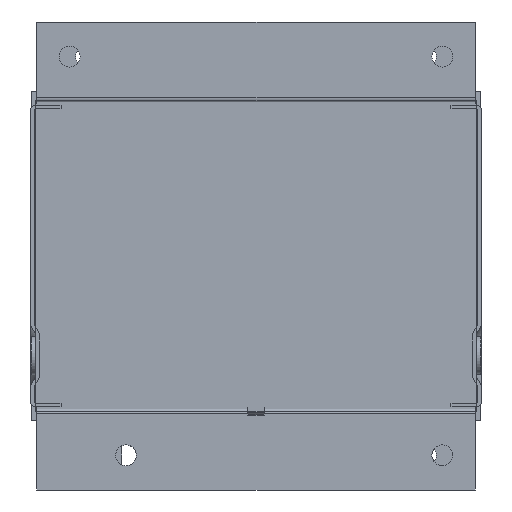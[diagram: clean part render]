
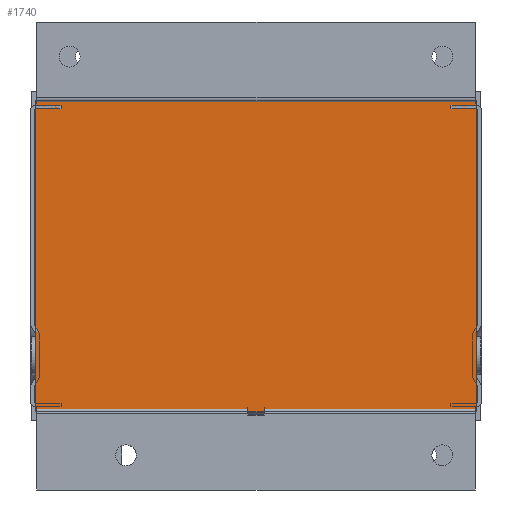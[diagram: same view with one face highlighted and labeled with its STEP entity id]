
A CAD part, front view. The second image highlights one B-rep face of the part: STEP entity #1740.
In plain terms, the highlighted planar face has unit normal (0, -1, 0).
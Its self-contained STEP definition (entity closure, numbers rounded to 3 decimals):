
#1740=ADVANCED_FACE('',(#2471),#2185,.T.);
#2185=PLANE('',#13889);
#2471=FACE_OUTER_BOUND('',#2889,.T.);
#2889=EDGE_LOOP('',(#4654,#4655,#4656,#4657));
#4654=ORIENTED_EDGE('',*,*,#9300,.T.);
#4655=ORIENTED_EDGE('',*,*,#9301,.T.);
#4656=ORIENTED_EDGE('',*,*,#9295,.T.);
#4657=ORIENTED_EDGE('',*,*,#9298,.T.);
#7365=VERTEX_POINT('',#19990);
#7366=VERTEX_POINT('',#19991);
#7367=VERTEX_POINT('',#19996);
#7368=VERTEX_POINT('',#20000);
#9295=EDGE_CURVE('',#7365,#7366,#11293,.T.);
#9298=EDGE_CURVE('',#7366,#7367,#11296,.T.);
#9300=EDGE_CURVE('',#7367,#7368,#11298,.T.);
#9301=EDGE_CURVE('',#7368,#7365,#11299,.T.);
#11293=LINE('',#19989,#12755);
#11296=LINE('',#19995,#12758);
#11298=LINE('',#19999,#12760);
#11299=LINE('',#20001,#12761);
#12755=VECTOR('',#15916,1.);
#12758=VECTOR('',#15921,1.);
#12760=VECTOR('',#15925,1.);
#12761=VECTOR('',#15926,1.);
#13889=AXIS2_PLACEMENT_3D('',#20002,#15927,#15928);
#15916=DIRECTION('',(1.,0.,0.));
#15921=DIRECTION('',(0.,0.,1.));
#15925=DIRECTION('',(-1.,0.,0.));
#15926=DIRECTION('',(0.,0.,-1.));
#15927=DIRECTION('',(0.,-1.,0.));
#15928=DIRECTION('',(-1.,0.,0.));
#19989=CARTESIAN_POINT('',(1151.541,-163.349,-93.344));
#19990=CARTESIAN_POINT('',(895.041,-163.349,-93.344));
#19991=CARTESIAN_POINT('',(1149.041,-163.349,-93.344));
#19995=CARTESIAN_POINT('',(1149.041,-163.349,-60.844));
#19996=CARTESIAN_POINT('',(1149.041,-163.349,86.656));
#19999=CARTESIAN_POINT('',(892.541,-163.349,86.656));
#20000=CARTESIAN_POINT('',(895.041,-163.349,86.656));
#20001=CARTESIAN_POINT('',(895.041,-163.349,-60.844));
#20002=CARTESIAN_POINT('',(721.161,-163.349,-275.604));
